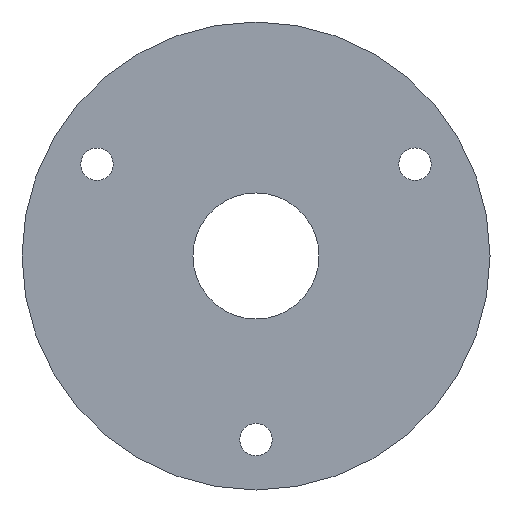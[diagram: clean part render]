
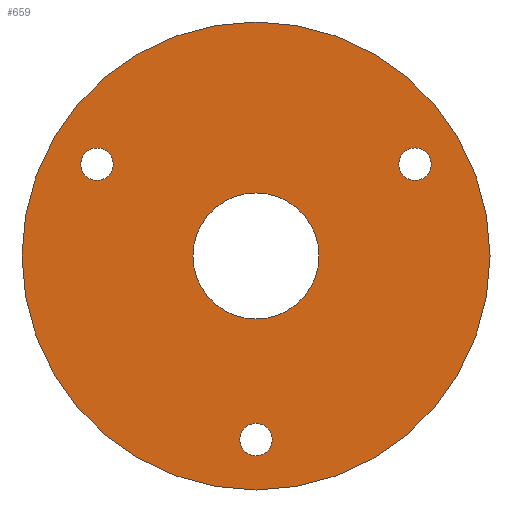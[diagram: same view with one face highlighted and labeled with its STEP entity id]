
A CAD part, front view. The second image highlights one B-rep face of the part: STEP entity #659.
In plain terms, the highlighted planar face has unit normal (0, -1, 0).
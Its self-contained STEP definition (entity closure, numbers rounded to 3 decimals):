
#3 = EDGE_LOOP ( 'NONE', ( #196, #598 ) ) ;
#7 = EDGE_LOOP ( 'NONE', ( #208, #224 ) ) ;
#22 = CIRCLE ( 'NONE', #591, 8.75 ) ;
#28 = CIRCLE ( 'NONE', #286, 2.25 ) ;
#30 = ORIENTED_EDGE ( 'NONE', *, *, #663, .T. ) ;
#45 = DIRECTION ( 'NONE',  ( 0., 1., 0. ) ) ;
#48 = VERTEX_POINT ( 'NONE', #620 ) ;
#49 = FACE_BOUND ( 'NONE', #632, .T. ) ;
#61 = VERTEX_POINT ( 'NONE', #580 ) ;
#65 = CIRCLE ( 'NONE', #249, 8.75 ) ;
#72 = DIRECTION ( 'NONE',  ( 0., 0., 1. ) ) ;
#92 = CARTESIAN_POINT ( 'NONE',  ( -22.084, 0., 12.75 ) ) ;
#96 = ORIENTED_EDGE ( 'NONE', *, *, #657, .T. ) ;
#97 = DIRECTION ( 'NONE',  ( 0., 0., 1. ) ) ;
#100 = VERTEX_POINT ( 'NONE', #337 ) ;
#101 = DIRECTION ( 'NONE',  ( 0., 1., 0. ) ) ;
#117 = EDGE_CURVE ( 'NONE', #100, #292, #22, .T. ) ;
#119 = CIRCLE ( 'NONE', #480, 2.25 ) ;
#121 = EDGE_CURVE ( 'NONE', #189, #48, #397, .T. ) ;
#124 = CARTESIAN_POINT ( 'NONE',  ( 0., 0., -32.5 ) ) ;
#145 = DIRECTION ( 'NONE',  ( 0., 1., 0. ) ) ;
#156 = CARTESIAN_POINT ( 'NONE',  ( -22.084, 0., 12.75 ) ) ;
#162 = FACE_OUTER_BOUND ( 'NONE', #3, .T. ) ;
#167 = DIRECTION ( 'NONE',  ( 0., 0., 1. ) ) ;
#189 = VERTEX_POINT ( 'NONE', #124 ) ;
#191 = EDGE_CURVE ( 'NONE', #292, #100, #65, .T. ) ;
#196 = ORIENTED_EDGE ( 'NONE', *, *, #121, .F. ) ;
#204 = CARTESIAN_POINT ( 'NONE',  ( 0., 0., -27.75 ) ) ;
#205 = AXIS2_PLACEMENT_3D ( 'NONE', #377, #577, #526 ) ;
#208 = ORIENTED_EDGE ( 'NONE', *, *, #451, .T. ) ;
#209 = PLANE ( 'NONE',  #278 ) ;
#224 = ORIENTED_EDGE ( 'NONE', *, *, #363, .T. ) ;
#236 = EDGE_LOOP ( 'NONE', ( #253, #652 ) ) ;
#249 = AXIS2_PLACEMENT_3D ( 'NONE', #340, #536, #72 ) ;
#253 = ORIENTED_EDGE ( 'NONE', *, *, #117, .T. ) ;
#255 = VERTEX_POINT ( 'NONE', #360 ) ;
#260 = VERTEX_POINT ( 'NONE', #597 ) ;
#268 = VERTEX_POINT ( 'NONE', #612 ) ;
#278 = AXIS2_PLACEMENT_3D ( 'NONE', #367, #45, #167 ) ;
#286 = AXIS2_PLACEMENT_3D ( 'NONE', #92, #564, #372 ) ;
#290 = CIRCLE ( 'NONE', #205, 2.25 ) ;
#292 = VERTEX_POINT ( 'NONE', #453 ) ;
#317 = FACE_BOUND ( 'NONE', #236, .T. ) ;
#318 = EDGE_CURVE ( 'NONE', #443, #268, #119, .T. ) ;
#326 = CIRCLE ( 'NONE', #653, 2.25 ) ;
#328 = VERTEX_POINT ( 'NONE', #204 ) ;
#330 = CARTESIAN_POINT ( 'NONE',  ( 22.084, 0., 12.75 ) ) ;
#337 = CARTESIAN_POINT ( 'NONE',  ( 0., 0., 8.75 ) ) ;
#340 = CARTESIAN_POINT ( 'NONE',  ( 0., 0., 0. ) ) ;
#343 = CARTESIAN_POINT ( 'NONE',  ( 0., 0., 0. ) ) ;
#345 = AXIS2_PLACEMENT_3D ( 'NONE', #349, #359, #628 ) ;
#349 = CARTESIAN_POINT ( 'NONE',  ( 0., 0., 0. ) ) ;
#359 = DIRECTION ( 'NONE',  ( 0., 1., 0. ) ) ;
#360 = CARTESIAN_POINT ( 'NONE',  ( 0., 0., -23.25 ) ) ;
#363 = EDGE_CURVE ( 'NONE', #328, #255, #529, .T. ) ;
#367 = CARTESIAN_POINT ( 'NONE',  ( 0., 0., 0. ) ) ;
#370 = DIRECTION ( 'NONE',  ( 0., 0., 1. ) ) ;
#372 = DIRECTION ( 'NONE',  ( 0., 0., 1. ) ) ;
#376 = AXIS2_PLACEMENT_3D ( 'NONE', #445, #540, #492 ) ;
#377 = CARTESIAN_POINT ( 'NONE',  ( 0., 0., -25.5 ) ) ;
#385 = DIRECTION ( 'NONE',  ( 0., 1., 0. ) ) ;
#393 = CIRCLE ( 'NONE', #404, 2.25 ) ;
#397 = CIRCLE ( 'NONE', #376, 32.5 ) ;
#404 = AXIS2_PLACEMENT_3D ( 'NONE', #156, #101, #97 ) ;
#420 = CARTESIAN_POINT ( 'NONE',  ( 22.084, 0., 10.5 ) ) ;
#443 = VERTEX_POINT ( 'NONE', #420 ) ;
#445 = CARTESIAN_POINT ( 'NONE',  ( 0., 0., 0. ) ) ;
#451 = EDGE_CURVE ( 'NONE', #255, #328, #290, .T. ) ;
#453 = CARTESIAN_POINT ( 'NONE',  ( 0., 0., -8.75 ) ) ;
#480 = AXIS2_PLACEMENT_3D ( 'NONE', #601, #145, #555 ) ;
#486 = EDGE_CURVE ( 'NONE', #268, #443, #326, .T. ) ;
#492 = DIRECTION ( 'NONE',  ( 0., 0., 1. ) ) ;
#497 = DIRECTION ( 'NONE',  ( 0., 0., 1. ) ) ;
#505 = EDGE_CURVE ( 'NONE', #48, #189, #622, .T. ) ;
#507 = FACE_BOUND ( 'NONE', #535, .T. ) ;
#509 = ORIENTED_EDGE ( 'NONE', *, *, #486, .T. ) ;
#510 = FACE_BOUND ( 'NONE', #7, .T. ) ;
#511 = CARTESIAN_POINT ( 'NONE',  ( 0., 0., -25.5 ) ) ;
#526 = DIRECTION ( 'NONE',  ( 0., 0., 1. ) ) ;
#529 = CIRCLE ( 'NONE', #611, 2.25 ) ;
#531 = DIRECTION ( 'NONE',  ( 0., 0., 1. ) ) ;
#535 = EDGE_LOOP ( 'NONE', ( #96, #30 ) ) ;
#536 = DIRECTION ( 'NONE',  ( 0., 1., 0. ) ) ;
#540 = DIRECTION ( 'NONE',  ( 0., 1., 0. ) ) ;
#543 = DIRECTION ( 'NONE',  ( 0., 1., 0. ) ) ;
#555 = DIRECTION ( 'NONE',  ( 0., 0., 1. ) ) ;
#564 = DIRECTION ( 'NONE',  ( 0., 1., 0. ) ) ;
#577 = DIRECTION ( 'NONE',  ( 0., 1., 0. ) ) ;
#580 = CARTESIAN_POINT ( 'NONE',  ( -22.084, 0., 10.5 ) ) ;
#583 = ORIENTED_EDGE ( 'NONE', *, *, #318, .T. ) ;
#591 = AXIS2_PLACEMENT_3D ( 'NONE', #343, #543, #497 ) ;
#597 = CARTESIAN_POINT ( 'NONE',  ( -22.084, 0., 15. ) ) ;
#598 = ORIENTED_EDGE ( 'NONE', *, *, #505, .F. ) ;
#601 = CARTESIAN_POINT ( 'NONE',  ( 22.084, 0., 12.75 ) ) ;
#611 = AXIS2_PLACEMENT_3D ( 'NONE', #511, #665, #531 ) ;
#612 = CARTESIAN_POINT ( 'NONE',  ( 22.084, 0., 15. ) ) ;
#620 = CARTESIAN_POINT ( 'NONE',  ( 0., 0., 32.5 ) ) ;
#622 = CIRCLE ( 'NONE', #345, 32.5 ) ;
#628 = DIRECTION ( 'NONE',  ( 0., 0., 1. ) ) ;
#632 = EDGE_LOOP ( 'NONE', ( #509, #583 ) ) ;
#652 = ORIENTED_EDGE ( 'NONE', *, *, #191, .T. ) ;
#653 = AXIS2_PLACEMENT_3D ( 'NONE', #330, #385, #370 ) ;
#657 = EDGE_CURVE ( 'NONE', #260, #61, #393, .T. ) ;
#659 = ADVANCED_FACE ( 'NONE', ( #507, #49, #317, #510, #162 ), #209, .F. ) ;
#663 = EDGE_CURVE ( 'NONE', #61, #260, #28, .T. ) ;
#665 = DIRECTION ( 'NONE',  ( 0., 1., 0. ) ) ;
